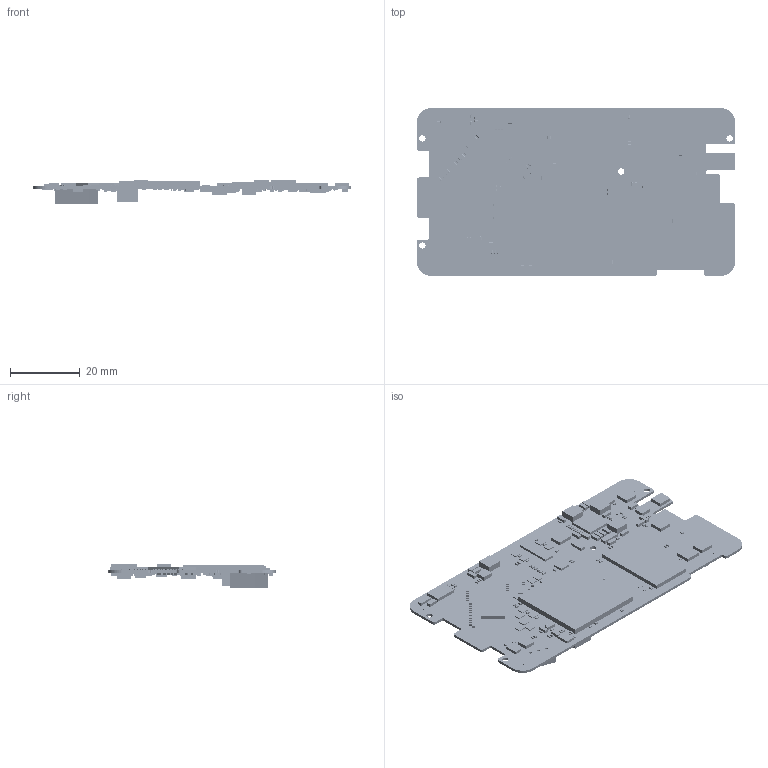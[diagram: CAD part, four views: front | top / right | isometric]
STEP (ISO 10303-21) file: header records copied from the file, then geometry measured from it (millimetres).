
FILE_DESCRIPTION(('Open CASCADE Model'),'2;1');
FILE_NAME('Open CASCADE Shape Model','2017-10-27T11:05:15',('Author'),( 'Open CASCADE'),'Open CASCADE STEP processor 6.2','Open CASCADE 6.2' ,'Unknown');
FILE_SCHEMA(('AUTOMOTIVE_DESIGN { 1 0 10303 214 1 1 1 1 }'));
Length unit declared in the file: millimetre
Products named in the file (444): PCB; Board; U21; 557158800; Extruded; TP57; 557159312; TP56; TP55; TP54; TP53; TP52; R11; 557162896; R9; User_Library-0402(1005M)_Cap; J5; 557159824; R210; R209; R208; R207; R206; R205; R204; R203; J17; C250; C249; 557162256; C248; C247; C246; C245; C244; R202; R201; R200; C243; C242 ...
Assembly tree (769 placements, depth 4):
  PCB
    Board
    U21
      557158800
        Extruded
    TP57
      557159312
        Extruded
    TP56
      557159312
        Extruded
    TP55
      557159312
        Extruded
    TP54
      557159312
        Extruded
    TP53
      557159312
        Extruded
    TP52
      557159312
        Extruded
    R11
      557162896
        Extruded
    R9
      User_Library-0402(1005M)_Cap
    J5
      557159824
        Extruded
    R210
      User_Library-0402(1005M)_Cap
    R209
      User_Library-0402(1005M)_Cap
    R208
      User_Library-0402(1005M)_Cap
    R207
      User_Library-0402(1005M)_Cap
    R206
      User_Library-0402(1005M)_Cap
    R205
      User_Library-0402(1005M)_Cap
    R204
      User_Library-0402(1005M)_Cap
    R203
      User_Library-0402(1005M)_Cap
    J17
      557159824
        Extruded
    C250
      User_Library-0402(1005M)_Cap
    C249
      557162256
        Extruded
    C248
      User_Library-0402(1005M)_Cap
    C247
      User_Library-0402(1005M)_Cap
    C246
Bounding box: 91.68 x 48.28 x 6.8 mm (x, y, z)
Volume: 6109 mm3; surface area: 14750.8 mm2
Topology: 754 solids, 754 shells, 24564 faces, 62001 edges, 38742 vertices
Faces by surface type: plane 10781, bspline 9894, cylinder 3889
Full cylindrical faces by diameter (mm): 0.9 x3, 1.8 x4, 2 x1, 2.286 x1
Entity records: 52178 total; most frequent: CARTESIAN_POINT 11107, DIRECTION 6776, LINE 3984, VECTOR 3984, ORIENTED_EDGE 3018, PCURVE 3016, DEFINITIONAL_REPRESENTATION 3016, EDGE_CURVE 1508
